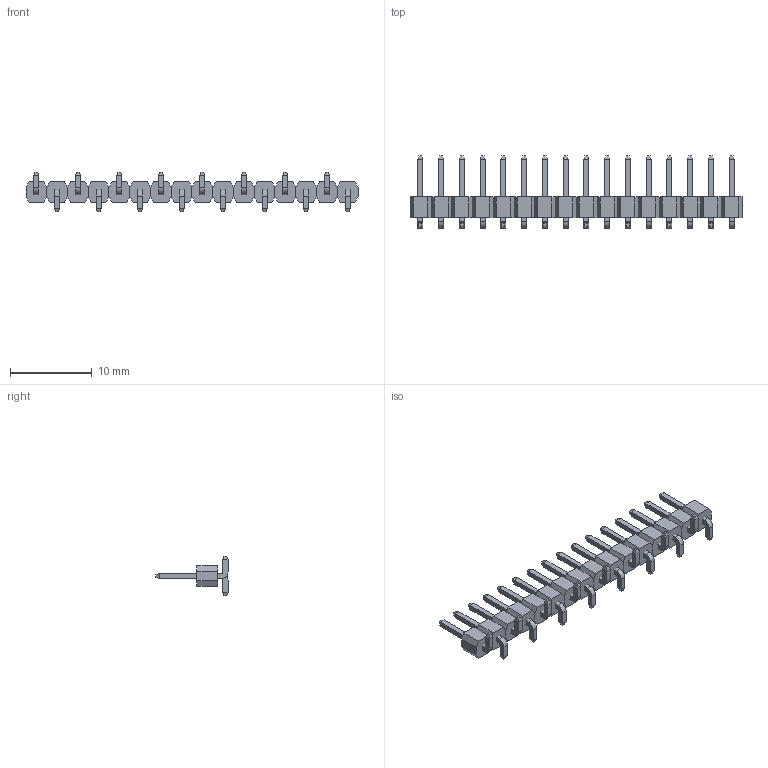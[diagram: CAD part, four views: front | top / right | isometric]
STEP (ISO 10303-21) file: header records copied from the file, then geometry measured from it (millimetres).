
FILE_DESCRIPTION (( 'STEP AP214' ), '1' );
FILE_NAME ('User Library-header SMD 2,54mm.STEP', '2017-12-17T09:43:28', ( '' ), ( '' ), 'SwSTEP 2.0', 'SolidWorks 2018', '' );
FILE_SCHEMA (( 'AUTOMOTIVE_DESIGN' ));
Length unit declared in the file: millimetre
Products named in the file (2): User Library-header SMD 2,54mm_header SMD 2,54mm; User Library-header SMD 2,54mm
Assembly tree (16 placements, depth 2):
  User Library-header SMD 2,54mm
    User Library-header SMD 2,54mm_header SMD 2,54mm  x16
Bounding box: 40.64 x 8.82 x 4.85 mm (x, y, z)
Volume: 307.4 mm3; surface area: 989.9 mm2
Topology: 32 solids, 32 shells, 448 faces, 1024 edges, 640 vertices
Faces by surface type: plane 416, cylinder 32
Entity records: 1271 total; most frequent: DIRECTION 162, CARTESIAN_POINT 151, ORIENTED_EDGE 128, EDGE_CURVE 64, LINE 60, VECTOR 60, AXIS2_PLACEMENT_3D 51, VERTEX_POINT 40
